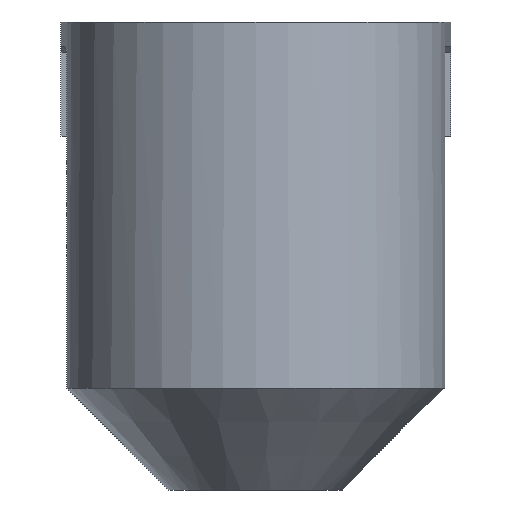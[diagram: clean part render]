
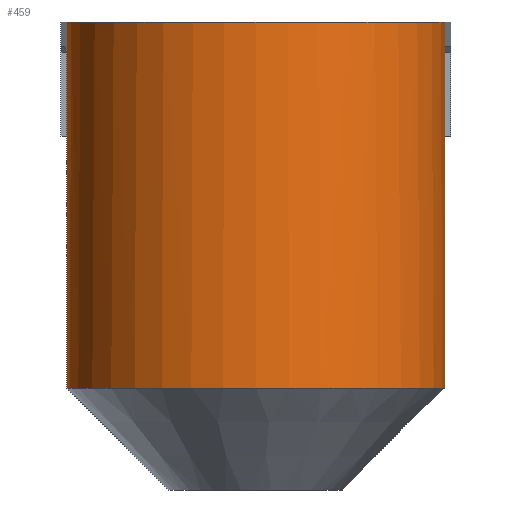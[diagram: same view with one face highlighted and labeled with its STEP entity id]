
A CAD part, front view. The second image highlights one B-rep face of the part: STEP entity #459.
In plain terms, the highlighted cylindrical face has radius 31.5 mm (diameter 63 mm), a full revolution.
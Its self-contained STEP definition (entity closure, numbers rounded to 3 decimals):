
#16=ELLIPSE('',#508,44.548,31.5);
#53=FACE_OUTER_BOUND('',#81,.T.);
#81=EDGE_LOOP('',(#349,#350,#351,#352,#353,#354,#355,#356,#357,#358,#359,
#360,#361,#362));
#115=LINE('',#719,#159);
#122=LINE('',#738,#166);
#123=LINE('',#740,#167);
#124=LINE('',#744,#168);
#125=LINE('',#749,#169);
#159=VECTOR('',#579,10.);
#166=VECTOR('',#596,10.);
#167=VECTOR('',#597,10.);
#168=VECTOR('',#600,31.5);
#169=VECTOR('',#605,10.);
#201=CIRCLE('',#505,31.5);
#202=CIRCLE('',#510,31.5);
#203=CIRCLE('',#511,31.5);
#204=CIRCLE('',#512,31.5);
#205=CIRCLE('',#513,31.5);
#206=CIRCLE('',#514,31.5);
#207=CIRCLE('',#515,31.5);
#221=VERTEX_POINT('',#707);
#222=VERTEX_POINT('',#709);
#225=VERTEX_POINT('',#717);
#226=VERTEX_POINT('',#718);
#231=VERTEX_POINT('',#730);
#232=VERTEX_POINT('',#734);
#233=VERTEX_POINT('',#736);
#234=VERTEX_POINT('',#739);
#235=VERTEX_POINT('',#741);
#236=VERTEX_POINT('',#743);
#237=VERTEX_POINT('',#746);
#238=VERTEX_POINT('',#748);
#265=EDGE_CURVE('',#221,#222,#201,.T.);
#269=EDGE_CURVE('',#225,#226,#115,.T.);
#276=EDGE_CURVE('',#225,#231,#16,.T.);
#277=EDGE_CURVE('',#226,#232,#202,.T.);
#278=EDGE_CURVE('',#233,#231,#203,.T.);
#279=EDGE_CURVE('',#233,#222,#122,.T.);
#280=EDGE_CURVE('',#234,#221,#123,.T.);
#281=EDGE_CURVE('',#235,#234,#204,.T.);
#282=EDGE_CURVE('',#235,#236,#124,.T.);
#283=EDGE_CURVE('',#236,#236,#205,.T.);
#284=EDGE_CURVE('',#237,#235,#206,.T.);
#285=EDGE_CURVE('',#238,#237,#125,.T.);
#286=EDGE_CURVE('',#232,#238,#207,.T.);
#349=ORIENTED_EDGE('',*,*,#277,.F.);
#350=ORIENTED_EDGE('',*,*,#269,.F.);
#351=ORIENTED_EDGE('',*,*,#276,.T.);
#352=ORIENTED_EDGE('',*,*,#278,.F.);
#353=ORIENTED_EDGE('',*,*,#279,.T.);
#354=ORIENTED_EDGE('',*,*,#265,.F.);
#355=ORIENTED_EDGE('',*,*,#280,.F.);
#356=ORIENTED_EDGE('',*,*,#281,.F.);
#357=ORIENTED_EDGE('',*,*,#282,.T.);
#358=ORIENTED_EDGE('',*,*,#283,.F.);
#359=ORIENTED_EDGE('',*,*,#282,.F.);
#360=ORIENTED_EDGE('',*,*,#284,.F.);
#361=ORIENTED_EDGE('',*,*,#285,.F.);
#362=ORIENTED_EDGE('',*,*,#286,.F.);
#450=CYLINDRICAL_SURFACE('',#509,31.5);
#459=ADVANCED_FACE('',(#53),#450,.T.);
#505=AXIS2_PLACEMENT_3D('',#710,#572,#573);
#508=AXIS2_PLACEMENT_3D('',#732,#588,#589);
#509=AXIS2_PLACEMENT_3D('',#733,#590,#591);
#510=AXIS2_PLACEMENT_3D('',#735,#592,#593);
#511=AXIS2_PLACEMENT_3D('',#737,#594,#595);
#512=AXIS2_PLACEMENT_3D('',#742,#598,#599);
#513=AXIS2_PLACEMENT_3D('',#745,#601,#602);
#514=AXIS2_PLACEMENT_3D('',#747,#603,#604);
#515=AXIS2_PLACEMENT_3D('',#750,#606,#607);
#572=DIRECTION('center_axis',(0.,0.,1.));
#573=DIRECTION('ref_axis',(1.,0.,0.));
#579=DIRECTION('',(0.,0.,-1.));
#588=DIRECTION('center_axis',(0.,-0.707,-0.707));
#589=DIRECTION('ref_axis',(0.,0.707,-0.707));
#590=DIRECTION('center_axis',(0.,0.,1.));
#591=DIRECTION('ref_axis',(1.,0.,0.));
#592=DIRECTION('center_axis',(0.,0.,1.));
#593=DIRECTION('ref_axis',(1.,0.,0.));
#594=DIRECTION('center_axis',(0.,0.,1.));
#595=DIRECTION('ref_axis',(1.,0.,0.));
#596=DIRECTION('',(0.,0.,1.));
#597=DIRECTION('',(0.,0.,1.));
#598=DIRECTION('center_axis',(0.,0.,1.));
#599=DIRECTION('ref_axis',(-1.,0.,0.));
#600=DIRECTION('',(0.,0.,-1.));
#601=DIRECTION('center_axis',(0.,0.,-1.));
#602=DIRECTION('ref_axis',(1.,0.,0.));
#603=DIRECTION('center_axis',(0.,0.,1.));
#604=DIRECTION('ref_axis',(-1.,0.,0.));
#605=DIRECTION('',(0.,0.,1.));
#606=DIRECTION('center_axis',(0.,0.,1.));
#607=DIRECTION('ref_axis',(1.,0.,0.));
#707=CARTESIAN_POINT('',(-31.48,-30.622,4.));
#709=CARTESIAN_POINT('',(31.48,-30.622,4.));
#710=CARTESIAN_POINT('Origin',(0.,-29.5,4.));
#717=CARTESIAN_POINT('',(16.227,-2.501,-0.499));
#718=CARTESIAN_POINT('',(16.227,-2.501,-15.));
#719=CARTESIAN_POINT('',(16.227,-2.501,0.));
#730=CARTESIAN_POINT('',(17.029,-3.,0.));
#732=CARTESIAN_POINT('Origin',(0.,-29.5,26.5));
#733=CARTESIAN_POINT('Origin',(0.,-29.5,0.));
#734=CARTESIAN_POINT('',(0.,2.,-15.));
#735=CARTESIAN_POINT('Origin',(0.,-29.5,-15.));
#736=CARTESIAN_POINT('',(31.48,-30.622,0.));
#737=CARTESIAN_POINT('Origin',(0.,-29.5,0.));
#738=CARTESIAN_POINT('',(31.48,-30.622,0.));
#739=CARTESIAN_POINT('',(-31.48,-30.622,-1.));
#740=CARTESIAN_POINT('',(-31.48,-30.622,0.));
#741=CARTESIAN_POINT('',(-31.5,-29.5,-1.));
#742=CARTESIAN_POINT('Origin',(0.,-29.5,-1.));
#743=CARTESIAN_POINT('',(-31.5,-29.5,-57.));
#744=CARTESIAN_POINT('',(-31.5,-29.5,0.));
#745=CARTESIAN_POINT('Origin',(0.,-29.5,-57.));
#746=CARTESIAN_POINT('',(-16.227,-2.501,-1.));
#747=CARTESIAN_POINT('Origin',(0.,-29.5,-1.));
#748=CARTESIAN_POINT('',(-16.227,-2.501,-15.));
#749=CARTESIAN_POINT('',(-16.227,-2.501,0.));
#750=CARTESIAN_POINT('Origin',(0.,-29.5,-15.));
